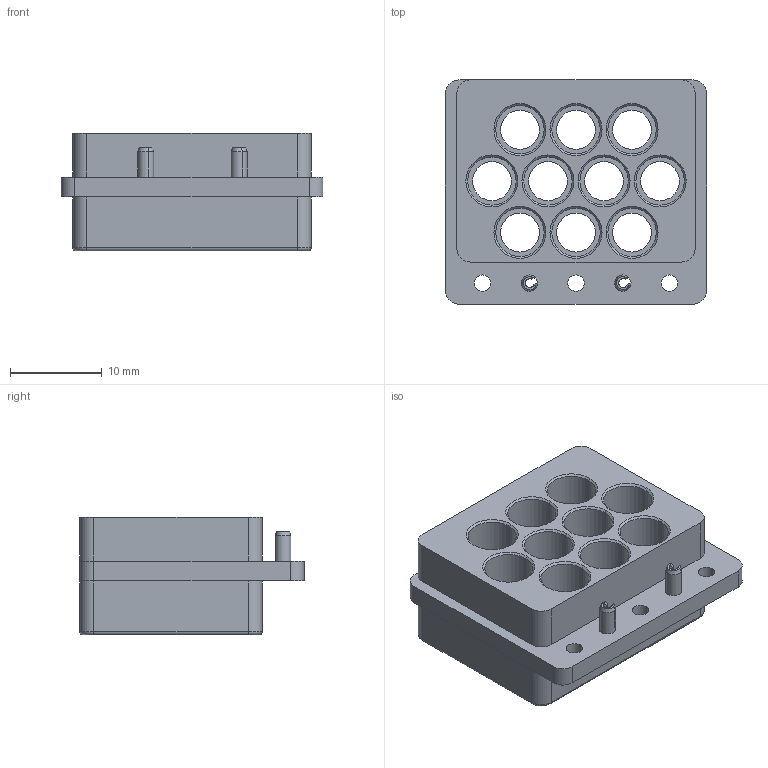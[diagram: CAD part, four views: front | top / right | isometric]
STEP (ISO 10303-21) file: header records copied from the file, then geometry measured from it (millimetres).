
FILE_DESCRIPTION (( 'STEP AP214' ), '1' );
FILE_NAME ('FMCN49822_3D.step', '2023-09-20T09:15:19', ( '' ), ( '' ), 'SwSTEP 2.0', 'SolidWorks 2022', '' );
FILE_SCHEMA (( 'AUTOMOTIVE_DESIGN' ));
Length unit declared in the file: foot
Products named in the file (4): FMCN49822_3D; C^SMPM VITA 67.3 10 Port Backplane Module C(001-VTC10C-CS)_FMCN49822; SMPM VITA 67.3 10 Port Backplane Module C(001-VTC10C-CS)^FMCN49822; 01^SMPM VITA 67.3 10 Port Backplane Module C(001-VTC10C-CS)_FMCN49822
Assembly tree (4 placements, depth 3):
  FMCN49822_3D
    SMPM VITA 67.3 10 Port Backplane Module C(001-VTC10C-CS)^FMCN49822
      01^SMPM VITA 67.3 10 Port Backplane Module C(001-VTC10C-CS)_FMCN49822
      C^SMPM VITA 67.3 10 Port Backplane Module C(001-VTC10C-CS)_FMCN49822  x2
Bounding box: 28.45 x 24.38 x 12.76 mm (x, y, z)
Volume: 4298.5 mm3; surface area: 4365 mm2
Topology: 3 solids, 3 shells, 178 faces, 410 edges, 248 vertices
Faces by surface type: cylinder 72, cone 62, plane 40, torus 4
Entity records: 4755 total; most frequent: DIRECTION 882, CARTESIAN_POINT 809, ORIENTED_EDGE 736, EDGE_CURVE 368, AXIS2_PLACEMENT_3D 359, VERTEX_POINT 224, EDGE_LOOP 198, CIRCLE 193
